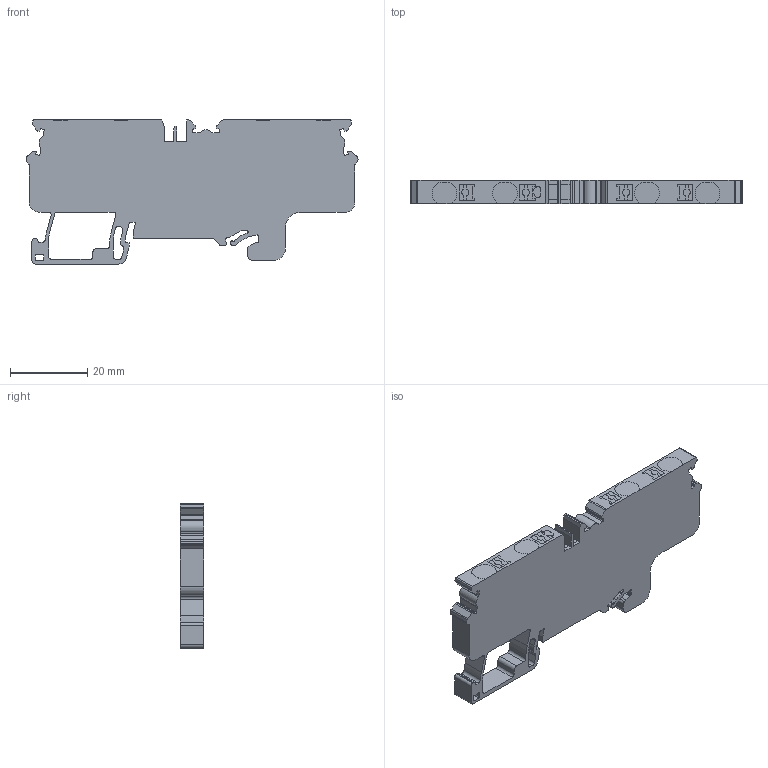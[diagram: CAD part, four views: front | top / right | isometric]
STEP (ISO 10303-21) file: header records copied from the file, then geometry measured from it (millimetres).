
FILE_DESCRIPTION(/* description */ ('Unknown'),/* implementation_level */ '2;1');
FILE_NAME(/* name */ 'CPG4_4',/* time_stamp */ '2018-07-30T14:28:44+06:00',/* author */ ('Unknown'),/* organization */ ('Unknown'),/* preprocessor_version */ 'ST-DEVELOPER v16.7',/* originating_system */ 'DEX',/* authorisation */ $);
FILE_SCHEMA (('AUTOMOTIVE_DESIGN {1 0 10303 214 3 1 1}'));
Length unit declared in the file: millimetre
Products named in the file (1): CPG4_4
Bounding box: 86.2 x 6 x 37.4 mm (x, y, z)
Volume: 14115.3 mm3; surface area: 7163.5 mm2
Topology: 1 solids, 1 shells, 349 faces, 1035 edges, 692 vertices
Faces by surface type: plane 195, cylinder 151, bspline 3
Entity records: 14273 total; most frequent: CARTESIAN_POINT 2157, ORIENTED_EDGE 2070, DIRECTION 2027, EDGE_CURVE 1035, LINE 727, VECTOR 727, VERTEX_POINT 692, AXIS2_PLACEMENT_3D 650
